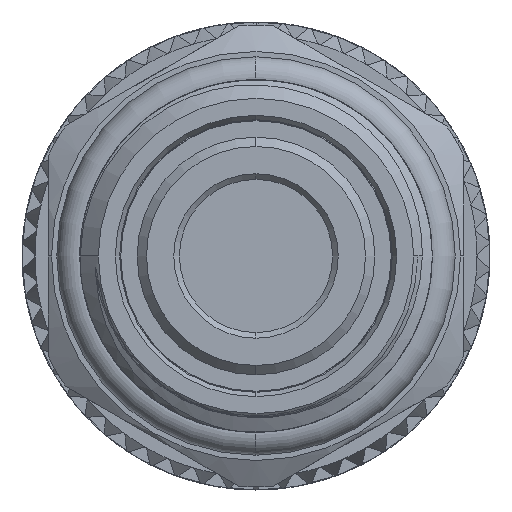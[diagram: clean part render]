
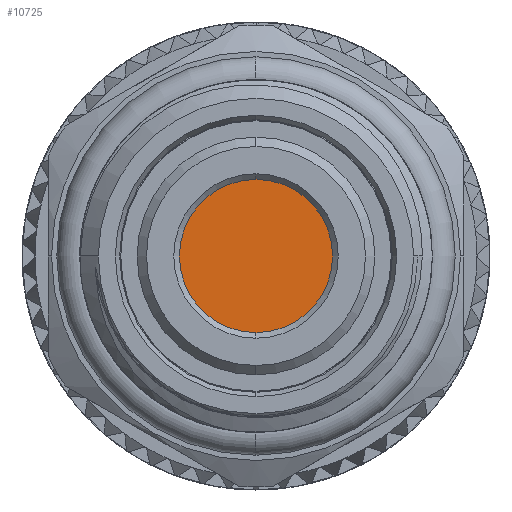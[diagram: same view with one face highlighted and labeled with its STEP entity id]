
A CAD part, left-side view. The second image highlights one B-rep face of the part: STEP entity #10725.
In plain terms, the highlighted planar face has unit normal (-1, 0, 0).
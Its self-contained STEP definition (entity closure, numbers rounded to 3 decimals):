
#3678 = AXIS2_PLACEMENT_3D ( 'NONE', #26185, #31380, #23908 ) ;
#5062 = VERTEX_POINT ( 'NONE', #7085 ) ;
#5256 = DIRECTION ( 'NONE',  ( 0., 0., 1. ) ) ;
#5301 = CIRCLE ( 'NONE', #3678, 4.09 ) ;
#5385 = ORIENTED_EDGE ( 'NONE', *, *, #7159, .T. ) ;
#7085 = CARTESIAN_POINT ( 'NONE',  ( 0.876, 0., 4.09 ) ) ;
#7159 = EDGE_CURVE ( 'NONE', #22390, #5062, #5301, .T. ) ;
#8105 = CARTESIAN_POINT ( 'NONE',  ( 0.876, 0., 0. ) ) ;
#9751 = CIRCLE ( 'NONE', #33313, 4.09 ) ;
#10725 = ADVANCED_FACE ( 'NONE', ( #11192 ), #24484, .T. ) ;
#11172 = AXIS2_PLACEMENT_3D ( 'NONE', #11371, #32177, #16656 ) ;
#11192 = FACE_OUTER_BOUND ( 'NONE', #32489, .T. ) ;
#11371 = CARTESIAN_POINT ( 'NONE',  ( 0.876, 0., 0. ) ) ;
#16656 = DIRECTION ( 'NONE',  ( 0., 0., 1. ) ) ;
#17655 = ORIENTED_EDGE ( 'NONE', *, *, #33116, .T. ) ;
#22390 = VERTEX_POINT ( 'NONE', #30261 ) ;
#23475 = DIRECTION ( 'NONE',  ( -1., 0., 0. ) ) ;
#23908 = DIRECTION ( 'NONE',  ( 0., 0., 1. ) ) ;
#24484 = PLANE ( 'NONE',  #11172 ) ;
#26185 = CARTESIAN_POINT ( 'NONE',  ( 0.876, 0., 0. ) ) ;
#30261 = CARTESIAN_POINT ( 'NONE',  ( 0.876, 0., -4.09 ) ) ;
#31380 = DIRECTION ( 'NONE',  ( -1., 0., 0. ) ) ;
#32177 = DIRECTION ( 'NONE',  ( -1., 0., 0. ) ) ;
#32489 = EDGE_LOOP ( 'NONE', ( #17655, #5385 ) ) ;
#33116 = EDGE_CURVE ( 'NONE', #5062, #22390, #9751, .T. ) ;
#33313 = AXIS2_PLACEMENT_3D ( 'NONE', #8105, #23475, #5256 ) ;
